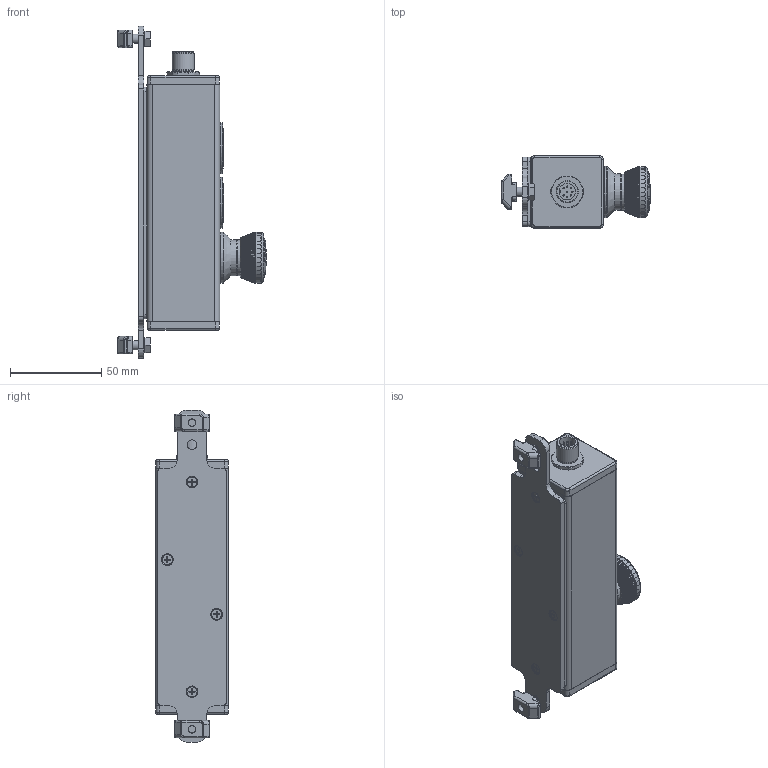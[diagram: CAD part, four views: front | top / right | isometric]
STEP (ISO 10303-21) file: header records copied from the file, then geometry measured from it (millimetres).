
FILE_DESCRIPTION(/* description */ (''),/* implementation_level */ '2;1');
FILE_NAME(/* name */ 'S43_03.stp',/* time_stamp */ '2019-06-18T10:32:36+02:00',/* author */ ('ahoffmann'),/* organization */ (''),/* preprocessor_version */ 'ST-DEVELOPER v16.1',/* originating_system */ 'Autodesk Inventor 2016',/* authorisation */ '');
FILE_SCHEMA (('AUTOMOTIVE_DESIGN { 1 0 10303 214 3 1 1 }'));
Products named in the file (1): S43_03_vereinfacht
Bounding box: 81.73 x 40 x 182 mm (x, y, z)
Volume: 256420.9 mm3; surface area: 44179.3 mm2
Topology: 1 solids, 12 shells, 1488 faces, 3751 edges, 2314 vertices
Faces by surface type: plane 621, cylinder 383, cone 235, torus 137, bspline 84, sphere 28
Full cylindrical faces by diameter (mm): 0.8 x8, 2.459 x2, 2.693 x4, 3 x5, 3.2 x8, 4.2 x2, 4.567 x2, 5 x2, 5.2 x3, 5.5 x4, 6 x1, 6.4 x4, 6.7 x2, 9 x1, 11.4 x2, 12 x1, 13 x2, 15.9 x1, 19.65 x1, 19.745 x2, 19.85 x1, 20.05 x2, 22 x1, 22.2 x2, 27.4 x3, 27.9 x2, 28 x1
Entity records: 47846 total; most frequent: CARTESIAN_POINT 14328, ORIENTED_EDGE 7204, DIRECTION 6956, EDGE_CURVE 3598, AXIS2_PLACEMENT_3D 2881, VERTEX_POINT 2285, EDGE_LOOP 1663, FACE_OUTER_BOUND 1488
